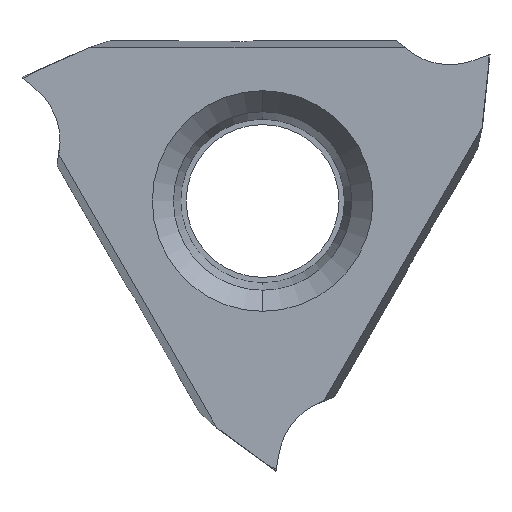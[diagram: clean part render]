
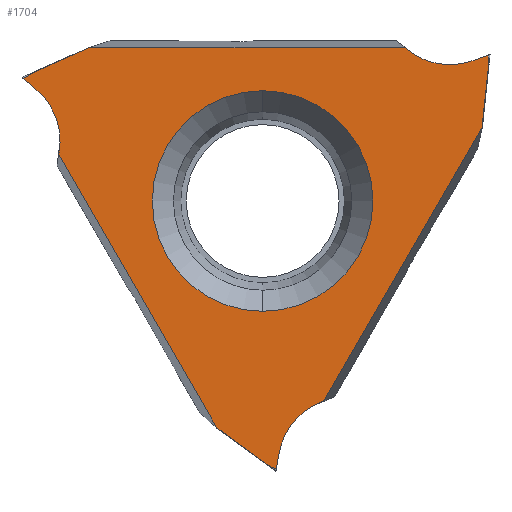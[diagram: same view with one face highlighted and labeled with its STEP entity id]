
A CAD part, left-side view. The second image highlights one B-rep face of the part: STEP entity #1704.
In plain terms, the highlighted planar face has unit normal (-1, 0, 0).
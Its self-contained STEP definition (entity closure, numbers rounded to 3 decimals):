
#124=CARTESIAN_POINT('',(0.,0.,0.));
#125=DIRECTION('',(1.,0.,0.));
#126=DIRECTION('',(0.,0.,1.));
#127=AXIS2_PLACEMENT_3D('',#124,#125,#126);
#132=CARTESIAN_POINT('',(0.,0.,0.));
#133=DIRECTION('',(1.,0.,0.));
#134=DIRECTION('',(0.,0.,-1.));
#135=AXIS2_PLACEMENT_3D('',#132,#133,#134);
#140=CARTESIAN_POINT('',(0.,-0.091,-7.732));
#141=CARTESIAN_POINT('',(0.,0.388,-7.384));
#142=CARTESIAN_POINT('',(0.,0.866,-7.036));
#143=CARTESIAN_POINT('',(0.,1.345,-6.688));
#148=DIRECTION('',(0.,0.5,0.866));
#149=VECTOR('',#148,9.319);
#150=CARTESIAN_POINT('',(0.,1.345,-6.688));
#151=LINE('',#150,#149);
#155=CARTESIAN_POINT('',(0.,6.005,1.382));
#156=CARTESIAN_POINT('',(0.,5.967,1.575));
#157=CARTESIAN_POINT('',(0.,5.952,1.94));
#158=CARTESIAN_POINT('',(0.,6.062,2.44));
#159=CARTESIAN_POINT('',(0.,6.291,2.898));
#160=CARTESIAN_POINT('',(0.,6.531,3.172));
#161=CARTESIAN_POINT('',(0.,6.682,3.299));
#166=DIRECTION('',(0.,0.766,0.643));
#167=VECTOR('',#166,0.482);
#168=CARTESIAN_POINT('',(0.,6.682,
3.299));
#169=LINE('',#168,#167);
#173=DIRECTION('',(0.,-0.866,0.5));
#174=VECTOR('',#173,0.357);
#175=CARTESIAN_POINT('',(0.,7.051,3.608));
#176=LINE('',#175,#174);
#180=CARTESIAN_POINT('',(0.,6.742,3.787));
#181=CARTESIAN_POINT('',(0.,6.201,4.028));
#182=CARTESIAN_POINT('',(0.,5.66,4.268));
#183=CARTESIAN_POINT('',(0.,5.119,4.509));
#188=DIRECTION('',(0.,1.,0.));
#189=VECTOR('',#188,9.319);
#190=CARTESIAN_POINT('',(0.,-4.199,4.509));
#191=LINE('',#190,#189);
#195=CARTESIAN_POINT('',(0.,-4.199,4.509));
#196=CARTESIAN_POINT('',(0.,-4.348,4.38));
#197=CARTESIAN_POINT('',(0.,-4.656,4.185));
#198=CARTESIAN_POINT('',(0.,-5.144,4.029));
#199=CARTESIAN_POINT('',(0.,-5.655,3.999));
#200=CARTESIAN_POINT('',(0.,-6.013,4.07));
#201=CARTESIAN_POINT('',(0.,-6.198,4.137));
#206=DIRECTION('',(0.,-0.94,0.342));
#207=VECTOR('',#206,0.482);
#208=CARTESIAN_POINT('',(0.,-6.198,4.137));
#209=LINE('',#208,#207);
#213=DIRECTION('',(0.,0.,-1.));
#214=VECTOR('',#213,0.357);
#215=CARTESIAN_POINT('',(0.,-6.65,4.302));
#216=LINE('',#215,#214);
#220=CARTESIAN_POINT('',(0.,-6.465,2.179));
#221=CARTESIAN_POINT('',(0.,-6.527,2.768));
#222=CARTESIAN_POINT('',(0.,-6.588,3.356));
#223=CARTESIAN_POINT('',(0.,-6.65,3.945));
#228=DIRECTION('',(0.,-0.5,0.866));
#229=VECTOR('',#228,9.319);
#230=CARTESIAN_POINT('',(0.,-1.805,-5.891));
#231=LINE('',#230,#229);
#235=CARTESIAN_POINT('',(0.,-1.805,-5.891));
#236=CARTESIAN_POINT('',(0.,-1.619,-5.955));
#237=CARTESIAN_POINT('',(0.,-1.296,-6.125));
#238=CARTESIAN_POINT('',(0.,-0.918,-6.469));
#239=CARTESIAN_POINT('',(0.,-0.636,-6.897));
#240=CARTESIAN_POINT('',(0.,-0.518,-7.242));
#241=CARTESIAN_POINT('',(0.,-0.484,-7.436));
#246=DIRECTION('',(0.,0.174,-0.985));
#247=VECTOR('',#246,0.482);
#248=CARTESIAN_POINT('',(0.,-0.484,
-7.436));
#249=LINE('',#248,#247);
#253=DIRECTION('',(0.,0.866,0.5));
#254=VECTOR('',#253,0.357);
#255=CARTESIAN_POINT('',(0.,-0.4,-7.91));
#256=LINE('',#255,#254);
#520=CARTESIAN_POINT('',(0.,5.119,4.509));
#670=CARTESIAN_POINT('',(0.,1.345,-6.688));
#1091=CARTESIAN_POINT('',(0.,-6.465,2.179));
#1162=CARTESIAN_POINT('',(0.,-6.65,3.945));
#1185=CARTESIAN_POINT('',(0.,-6.65,4.302));
#1464=CARTESIAN_POINT('',(0.,-0.484,
-7.436));
#1465=CARTESIAN_POINT('',(0.,-0.4,-7.91));
#1466=VERTEX_POINT('',#1464);
#1467=VERTEX_POINT('',#1465);
#1468=CARTESIAN_POINT('',(0.,6.682,
3.299));
#1469=CARTESIAN_POINT('',(0.,7.051,3.608));
#1470=VERTEX_POINT('',#1468);
#1471=VERTEX_POINT('',#1469);
#1473=VERTEX_POINT('',#1185);
#1474=CARTESIAN_POINT('',(0.,-6.198,4.137));
#1475=VERTEX_POINT('',#1474);
#1499=CARTESIAN_POINT('',(0.,0.,3.25));
#1500=CARTESIAN_POINT('',(0.,0.,-3.25));
#1501=VERTEX_POINT('',#1499);
#1502=VERTEX_POINT('',#1500);
#1503=VERTEX_POINT('',#195);
#1509=VERTEX_POINT('',#235);
#1511=VERTEX_POINT('',#155);
#1577=VERTEX_POINT('',#670);
#1578=VERTEX_POINT('',#140);
#1596=VERTEX_POINT('',#1162);
#1599=VERTEX_POINT('',#1091);
#1601=VERTEX_POINT('',#520);
#1602=VERTEX_POINT('',#180);
#1662=CARTESIAN_POINT('',(0.,0.,0.));
#1663=DIRECTION('',(-1.,0.,0.));
#1664=DIRECTION('',(0.,-1.,0.));
#1665=AXIS2_PLACEMENT_3D('',#1662,#1663,#1664);
#1666=PLANE('',#1665);
#1668=ORIENTED_EDGE('',*,*,#1667,.T.);
#1670=ORIENTED_EDGE('',*,*,#1669,.T.);
#1672=ORIENTED_EDGE('',*,*,#1671,.T.);
#1674=ORIENTED_EDGE('',*,*,#1673,.T.);
#1676=ORIENTED_EDGE('',*,*,#1675,.T.);
#1678=ORIENTED_EDGE('',*,*,#1677,.T.);
#1680=ORIENTED_EDGE('',*,*,#1679,.F.);
#1682=ORIENTED_EDGE('',*,*,#1681,.T.);
#1684=ORIENTED_EDGE('',*,*,#1683,.T.);
#1686=ORIENTED_EDGE('',*,*,#1685,.T.);
#1688=ORIENTED_EDGE('',*,*,#1687,.F.);
#1690=ORIENTED_EDGE('',*,*,#1689,.F.);
#1691=ORIENTED_EDGE('',*,*,#1650,.T.);
#1693=ORIENTED_EDGE('',*,*,#1692,.T.);
#1695=ORIENTED_EDGE('',*,*,#1694,.T.);
#1696=EDGE_LOOP('',(#1668,#1670,#1672,#1674,#1676,#1678,#1680,#1682,#1684,#1686,
#1688,#1690,#1691,#1693,#1695));
#1697=FACE_OUTER_BOUND('',#1696,.F.);
#1699=ORIENTED_EDGE('',*,*,#1698,.F.);
#1701=ORIENTED_EDGE('',*,*,#1700,.F.);
#1702=EDGE_LOOP('',(#1699,#1701));
#1703=FACE_BOUND('',#1702,.F.);
#128=CIRCLE('',#127,3.25);
#136=CIRCLE('',#135,3.25);
#144=B_SPLINE_CURVE_WITH_KNOTS('',3,(#140,#141,#142,#143),.UNSPECIFIED.,.F.,.F.,
(4,4),(0.,1.),.UNSPECIFIED.);
#162=B_SPLINE_CURVE_WITH_KNOTS('',3,(#155,#156,#157,#158,#159,#160,#161),
.UNSPECIFIED.,.F.,.F.,(4,1,1,1,4),(0.,0.25,0.5,0.75,1.),
.UNSPECIFIED.);
#184=B_SPLINE_CURVE_WITH_KNOTS('',3,(#180,#181,#182,#183),.UNSPECIFIED.,.F.,.F.,
(4,4),(0.,1.),.UNSPECIFIED.);
#202=B_SPLINE_CURVE_WITH_KNOTS('',3,(#195,#196,#197,#198,#199,#200,#201),
.UNSPECIFIED.,.F.,.F.,(4,1,1,1,4),(0.,0.25,0.5,0.75,1.),
.UNSPECIFIED.);
#224=B_SPLINE_CURVE_WITH_KNOTS('',3,(#220,#221,#222,#223),.UNSPECIFIED.,.F.,.F.,
(4,4),(0.,1.),.UNSPECIFIED.);
#242=B_SPLINE_CURVE_WITH_KNOTS('',3,(#235,#236,#237,#238,#239,#240,#241),
.UNSPECIFIED.,.F.,.F.,(4,1,1,1,4),(0.,0.25,0.5,0.75,1.),
.UNSPECIFIED.);
#1650=EDGE_CURVE('',#1509,#1466,#242,.T.);
#1667=EDGE_CURVE('',#1578,#1577,#144,.T.);
#1669=EDGE_CURVE('',#1577,#1511,#151,.T.);
#1671=EDGE_CURVE('',#1511,#1470,#162,.T.);
#1673=EDGE_CURVE('',#1470,#1471,#169,.T.);
#1675=EDGE_CURVE('',#1471,#1602,#176,.T.);
#1677=EDGE_CURVE('',#1602,#1601,#184,.T.);
#1679=EDGE_CURVE('',#1503,#1601,#191,.T.);
#1681=EDGE_CURVE('',#1503,#1475,#202,.T.);
#1683=EDGE_CURVE('',#1475,#1473,#209,.T.);
#1685=EDGE_CURVE('',#1473,#1596,#216,.T.);
#1687=EDGE_CURVE('',#1599,#1596,#224,.T.);
#1689=EDGE_CURVE('',#1509,#1599,#231,.T.);
#1692=EDGE_CURVE('',#1466,#1467,#249,.T.);
#1694=EDGE_CURVE('',#1467,#1578,#256,.T.);
#1698=EDGE_CURVE('',#1501,#1502,#128,.T.);
#1700=EDGE_CURVE('',#1502,#1501,#136,.T.);
#1704=ADVANCED_FACE('',(#1697,#1703),#1666,.T.);
